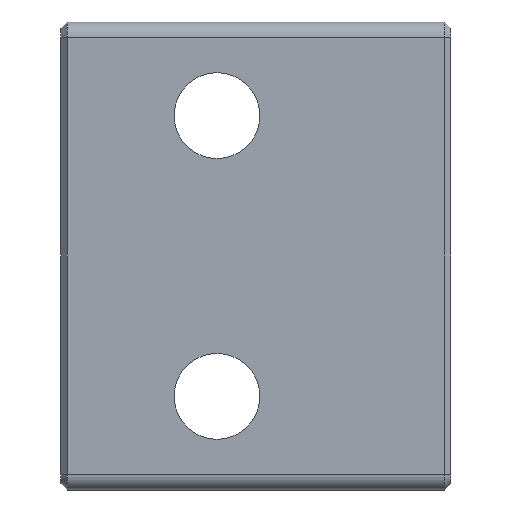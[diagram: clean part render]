
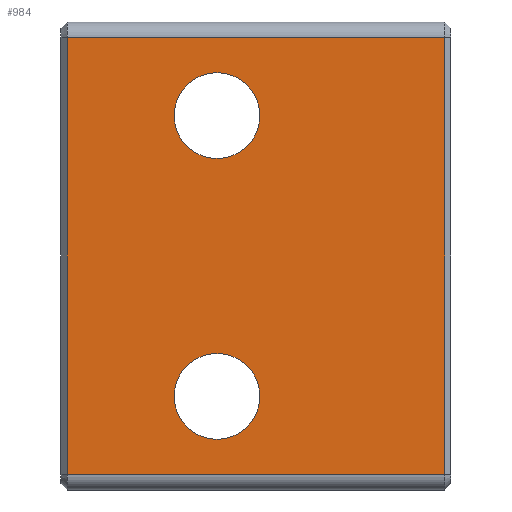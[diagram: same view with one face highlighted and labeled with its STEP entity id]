
A CAD part, front view. The second image highlights one B-rep face of the part: STEP entity #984.
In plain terms, the highlighted planar face has unit normal (0, -1, 0).
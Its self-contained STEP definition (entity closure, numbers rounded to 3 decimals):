
#41=FACE_BOUND('',#182,.T.);
#42=FACE_BOUND('',#183,.T.);
#70=PLANE('',#1097);
#114=FACE_OUTER_BOUND('',#181,.T.);
#181=EDGE_LOOP('',(#832,#833,#834,#835));
#182=EDGE_LOOP('',(#836));
#183=EDGE_LOOP('',(#837));
#229=LINE('',#1515,#315);
#271=LINE('',#1639,#357);
#278=LINE('',#1658,#364);
#279=LINE('',#1660,#365);
#315=VECTOR('',#1203,10.);
#357=VECTOR('',#1331,10.);
#364=VECTOR('',#1356,10.);
#365=VECTOR('',#1359,10.);
#422=CIRCLE('',#1098,2.75);
#423=CIRCLE('',#1099,2.75);
#461=VERTEX_POINT('',#1506);
#463=VERTEX_POINT('',#1513);
#500=VERTEX_POINT('',#1630);
#502=VERTEX_POINT('',#1637);
#506=VERTEX_POINT('',#1661);
#507=VERTEX_POINT('',#1663);
#554=EDGE_CURVE('',#463,#461,#229,.T.);
#617=EDGE_CURVE('',#502,#500,#271,.T.);
#627=EDGE_CURVE('',#500,#463,#278,.T.);
#628=EDGE_CURVE('',#461,#502,#279,.T.);
#629=EDGE_CURVE('',#506,#506,#422,.T.);
#630=EDGE_CURVE('',#507,#507,#423,.T.);
#832=ORIENTED_EDGE('',*,*,#554,.F.);
#833=ORIENTED_EDGE('',*,*,#627,.F.);
#834=ORIENTED_EDGE('',*,*,#617,.F.);
#835=ORIENTED_EDGE('',*,*,#628,.F.);
#836=ORIENTED_EDGE('',*,*,#629,.T.);
#837=ORIENTED_EDGE('',*,*,#630,.T.);
#984=ADVANCED_FACE('',(#114,#41,#42),#70,.T.);
#1097=AXIS2_PLACEMENT_3D('',#1659,#1357,#1358);
#1098=AXIS2_PLACEMENT_3D('',#1662,#1360,#1361);
#1099=AXIS2_PLACEMENT_3D('',#1664,#1362,#1363);
#1203=DIRECTION('',(0.,0.,1.));
#1331=DIRECTION('',(0.,0.,-1.));
#1356=DIRECTION('',(-1.,0.,0.));
#1357=DIRECTION('center_axis',(0.,-1.,0.));
#1358=DIRECTION('ref_axis',(-1.,0.,0.));
#1359=DIRECTION('',(1.,0.,0.));
#1360=DIRECTION('center_axis',(0.,1.,0.));
#1361=DIRECTION('ref_axis',(0.,0.,-1.));
#1362=DIRECTION('center_axis',(0.,1.,0.));
#1363=DIRECTION('ref_axis',(0.,0.,-1.));
#1506=CARTESIAN_POINT('',(-24.6,0.,6.5));
#1513=CARTESIAN_POINT('',(-24.6,0.,-21.5));
#1515=CARTESIAN_POINT('',(-24.6,0.,0.));
#1630=CARTESIAN_POINT('',(-0.4,0.,-21.5));
#1637=CARTESIAN_POINT('',(-0.4,0.,6.5));
#1639=CARTESIAN_POINT('',(-0.4,0.,0.));
#1658=CARTESIAN_POINT('',(-6.25,0.,-21.5));
#1659=CARTESIAN_POINT('Origin',(0.,0.,0.));
#1660=CARTESIAN_POINT('',(-6.25,0.,6.5));
#1661=CARTESIAN_POINT('',(-15.,0.,4.25));
#1662=CARTESIAN_POINT('Origin',(-15.,0.,1.5));
#1663=CARTESIAN_POINT('',(-15.,0.,-13.75));
#1664=CARTESIAN_POINT('Origin',(-15.,0.,-16.5));
